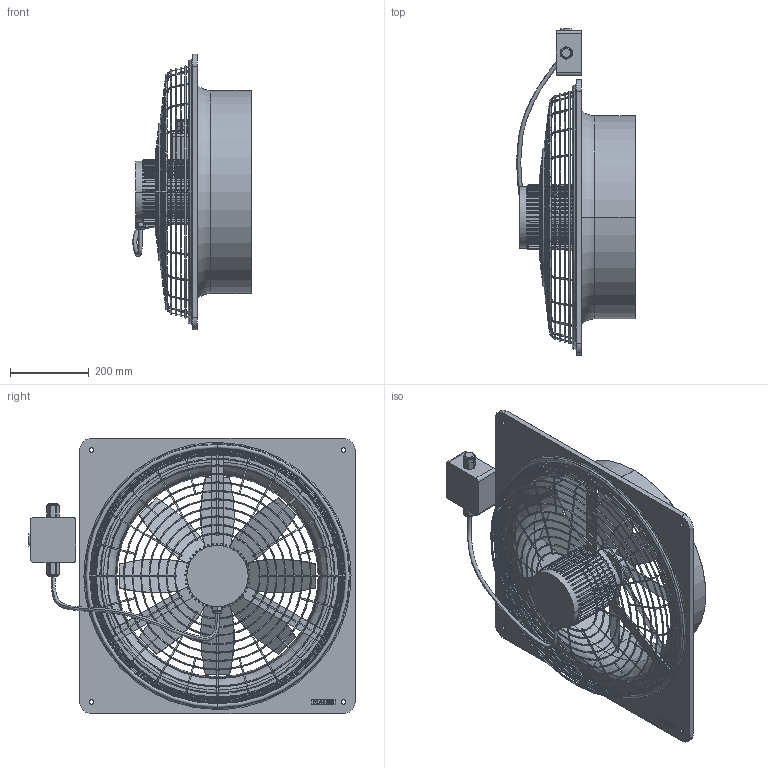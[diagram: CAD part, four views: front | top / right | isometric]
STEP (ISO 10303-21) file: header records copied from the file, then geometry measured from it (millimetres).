
FILE_DESCRIPTION(('Creo Elements/Direct Modeling STEP Export'),'2;1');
FILE_NAME('0083.0185 DZQ 50_4 B Ex e.stp','2021-01-21T14:44:27',(''),(''),'PTC Creo Elements/Direct Modeling STEP processor for AP214 (Solid Model)','PTC Creo Elements/Direct Modeling 19.0C 15-Aug-2015 (C) Parametric Technology GmbH','');
FILE_SCHEMA(('AUTOMOTIVE_DESIGN { 1 0 10303 214 1 1 1 1 }'));
Length unit declared in the file: millimetre
Products named in the file (2): 0083-0185; 0083.0185_DZQ-50-4-B-Ex-e
Assembly tree (1 placements, depth 2):
  0083.0185_DZQ-50-4-B-Ex-e
    0083-0185
Bounding box: 300.92 x 829.41 x 700 mm (x, y, z)
Volume: 6268911.4 mm3; surface area: 2027539.7 mm2
Topology: 15 solids, 21 shells, 911 faces, 2442 edges, 1563 vertices
Faces by surface type: plane 349, cylinder 273, torus 236, cone 34, bspline 18, sphere 1
Entity records: 40719 total; most frequent: CARTESIAN_POINT 14079, ORIENTED_EDGE 4884, DIRECTION 3917, EDGE_CURVE 2442, VERTEX_POINT 1811, AXIS2_PLACEMENT_3D 1527, EDGE_LOOP 999, FACE_OUTER_BOUND 911
